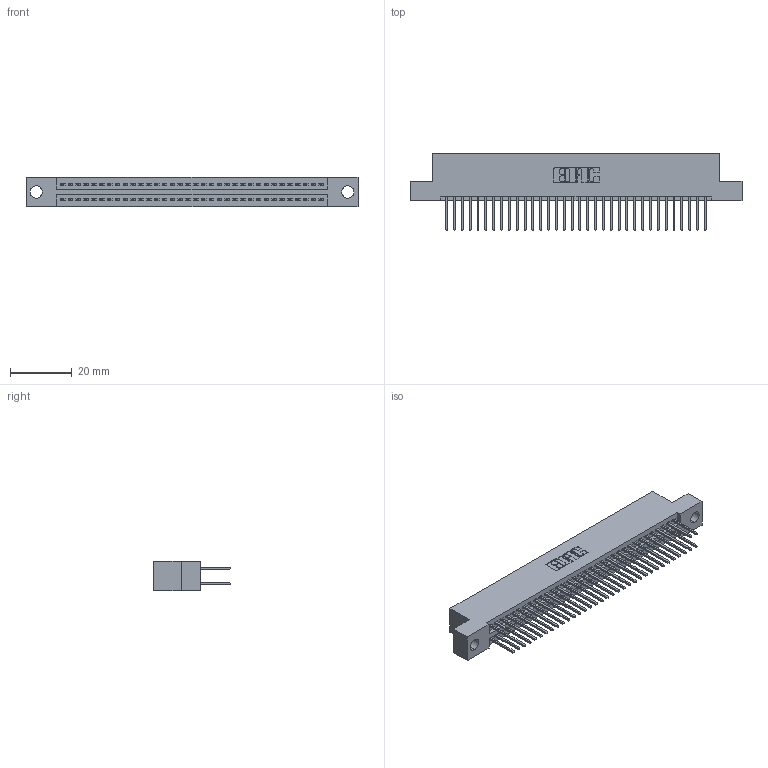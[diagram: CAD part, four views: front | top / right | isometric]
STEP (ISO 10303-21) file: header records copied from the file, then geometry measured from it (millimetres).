
FILE_DESCRIPTION (( 'STEP AP203' ), '1' );
FILE_NAME ('345-068-523-204.STEP', '2018-09-30T01:45:29', ( '' ), ( '' ), 'SwSTEP 2.0', 'SolidWorks 2016', '' );
FILE_SCHEMA (( 'CONFIG_CONTROL_DESIGN' ));
Length unit declared in the file: inch
Products named in the file (3): 345 Part_Flush Mounting Lugs - 0.156 Dia-TH; 345-068-523-204; 345-292-001_345-293-123
Assembly tree (69 placements, depth 2):
  345-068-523-204
    345 Part_Flush Mounting Lugs - 0.156 Dia-TH
    345-292-001_345-293-123  x68
Bounding box: 107.57 x 24.82 x 9.4 mm (x, y, z)
Volume: 10426.6 mm3; surface area: 15697.7 mm2
Topology: 69 solids, 69 shells, 3526 faces, 10473 edges, 6890 vertices
Faces by surface type: plane 2324, cylinder 1202
Entity records: 27775 total; most frequent: CARTESIAN_POINT 4664, ORIENTED_EDGE 4598, DIRECTION 4123, EDGE_CURVE 2299, VECTOR 2031, LINE 2031, VERTEX_POINT 1530, AXIS2_PLACEMENT_3D 1046
